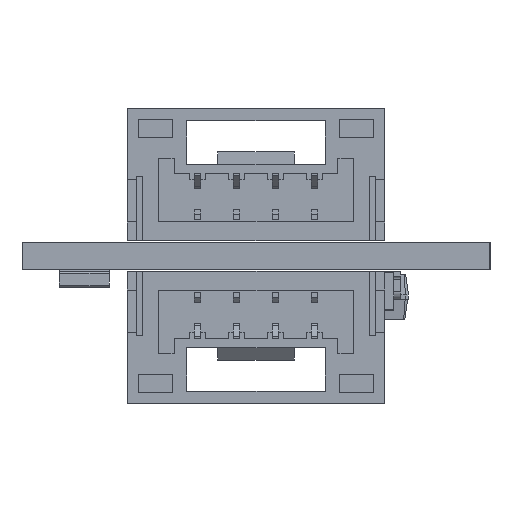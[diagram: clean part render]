
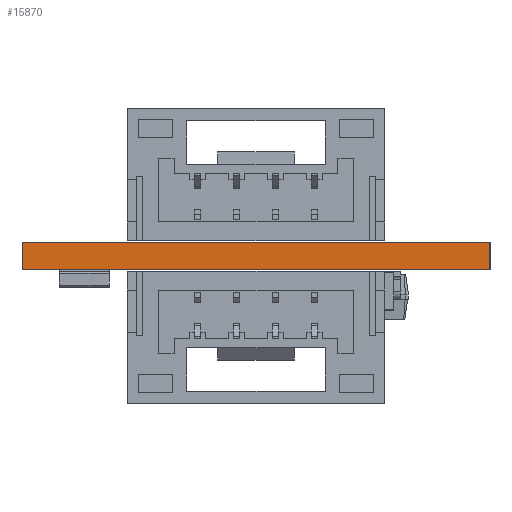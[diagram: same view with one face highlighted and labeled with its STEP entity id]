
A CAD part, left-side view. The second image highlights one B-rep face of the part: STEP entity #15870.
In plain terms, the highlighted planar face has unit normal (-1, 0, 0).
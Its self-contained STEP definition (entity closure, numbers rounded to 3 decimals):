
#14835 = VERTEX_POINT('',#14836);
#14836 = CARTESIAN_POINT('',(0.,15.,0.));
#14842 = EDGE_CURVE('',#14843,#14835,#14845,.T.);
#14843 = VERTEX_POINT('',#14844);
#14844 = CARTESIAN_POINT('',(0.,-0.,0.));
#14845 = LINE('',#14846,#14847);
#14846 = CARTESIAN_POINT('',(0.,-0.,0.));
#14847 = VECTOR('',#14848,1.);
#14848 = DIRECTION('',(0.,1.,0.));
#15364 = VERTEX_POINT('',#15365);
#15365 = CARTESIAN_POINT('',(0.,15.,0.89));
#15371 = EDGE_CURVE('',#15372,#15364,#15374,.T.);
#15372 = VERTEX_POINT('',#15373);
#15373 = CARTESIAN_POINT('',(0.,0.,0.89));
#15374 = LINE('',#15375,#15376);
#15375 = CARTESIAN_POINT('',(0.,0.,0.89));
#15376 = VECTOR('',#15377,1.);
#15377 = DIRECTION('',(0.,1.,0.));
#15860 = EDGE_CURVE('',#14843,#15372,#15861,.T.);
#15861 = LINE('',#15862,#15863);
#15862 = CARTESIAN_POINT('',(0.,-0.,0.));
#15863 = VECTOR('',#15864,1.);
#15864 = DIRECTION('',(0.,0.,1.));
#15870 = ADVANCED_FACE('',(#15871),#15882,.T.);
#15871 = FACE_BOUND('',#15872,.T.);
#15872 = EDGE_LOOP('',(#15873,#15874,#15875,#15881));
#15873 = ORIENTED_EDGE('',*,*,#15860,.T.);
#15874 = ORIENTED_EDGE('',*,*,#15371,.T.);
#15875 = ORIENTED_EDGE('',*,*,#15876,.F.);
#15876 = EDGE_CURVE('',#14835,#15364,#15877,.T.);
#15877 = LINE('',#15878,#15879);
#15878 = CARTESIAN_POINT('',(0.,15.,0.));
#15879 = VECTOR('',#15880,1.);
#15880 = DIRECTION('',(0.,0.,1.));
#15881 = ORIENTED_EDGE('',*,*,#14842,.F.);
#15882 = PLANE('',#15883);
#15883 = AXIS2_PLACEMENT_3D('',#15884,#15885,#15886);
#15884 = CARTESIAN_POINT('',(0.,0.,0.));
#15885 = DIRECTION('',(-1.,0.,0.));
#15886 = DIRECTION('',(0.,1.,0.));
